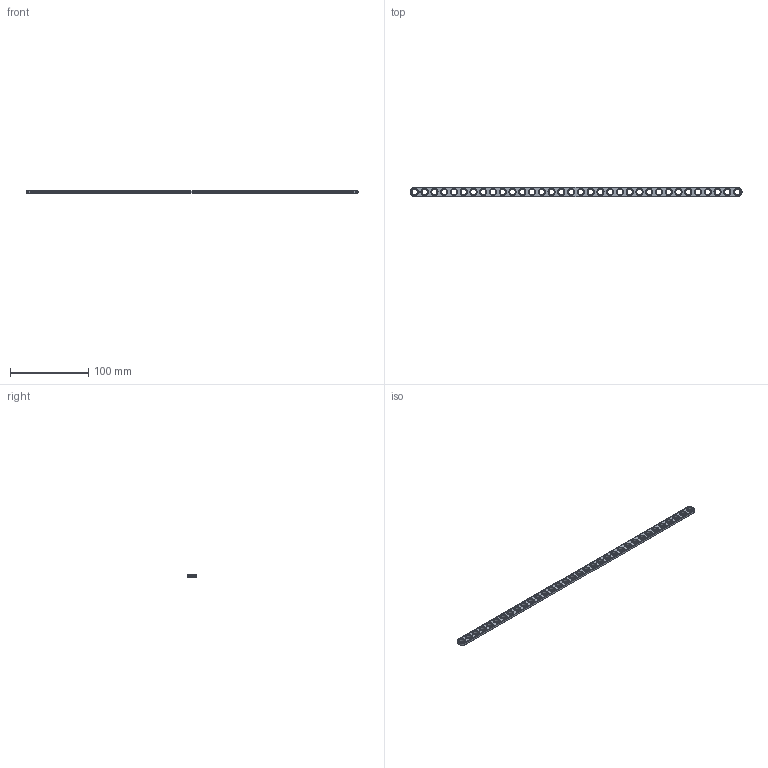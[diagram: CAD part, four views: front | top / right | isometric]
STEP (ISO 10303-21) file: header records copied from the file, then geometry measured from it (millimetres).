
FILE_DESCRIPTION(('FreeCAD Model'),'2;1');
FILE_NAME('Open CASCADE Shape Model','2021-03-06T13:34:52',( 'Paulo Kiefe'),('STEMFIE.org'),'Open CASCADE STEP processor 7.4', 'FreeCAD','Unknown');
FILE_SCHEMA(('AUTOMOTIVE_DESIGN { 1 0 10303 214 1 1 1 1 }'));
Length unit declared in the file: millimetre
Products named in the file (1): Brace_STR_STD_ERR_BU34x01x00.25_-_SPN-BRC-0033_(stemfie.org)
Bounding box: 425 x 12.5 x 3.12 mm (x, y, z)
Volume: 11846.5 mm3; surface area: 12788.6 mm2
Topology: 1 solids, 1 shells, 733 faces, 1913 edges, 1250 vertices
Faces by surface type: plane 355, extrusion 234, cone 72, cylinder 72
Full cylindrical faces by diameter (mm): 7 x34, 9.2 x34
Entity records: 49172 total; most frequent: CARTESIAN_POINT 12263, DIRECTION 5951, VECTOR 4409, LINE 4175, ORIENTED_EDGE 3826, PCURVE 3826, DEFINITIONAL_REPRESENTATION 3826, EDGE_CURVE 1913
